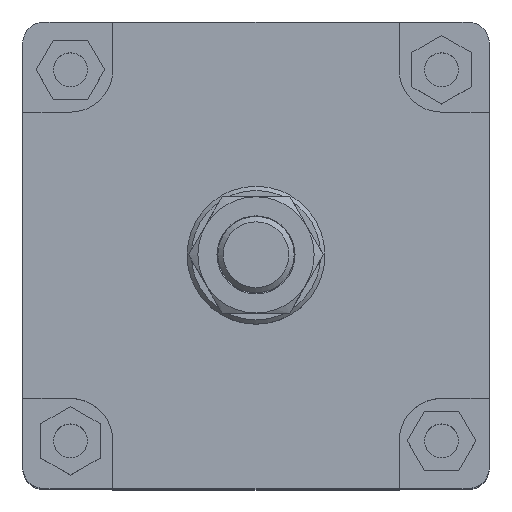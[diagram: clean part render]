
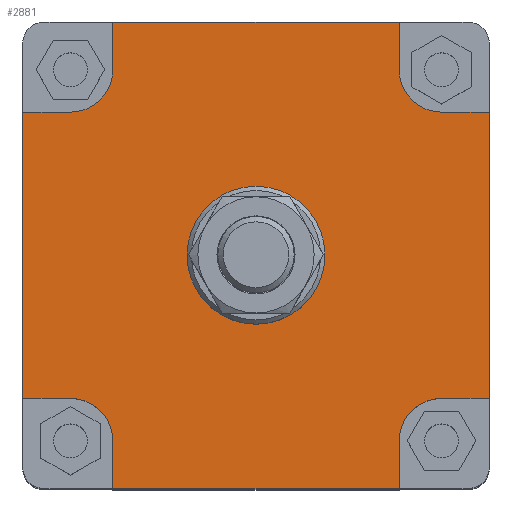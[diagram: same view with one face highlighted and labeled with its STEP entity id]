
A CAD part, top view. The second image highlights one B-rep face of the part: STEP entity #2881.
In plain terms, the highlighted planar face has unit normal (0, 0, 1).
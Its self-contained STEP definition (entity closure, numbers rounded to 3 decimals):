
#61=LINE('',#4261,#331);
#65=LINE('',#4273,#335);
#89=LINE('',#4324,#359);
#93=LINE('',#4336,#363);
#117=LINE('',#4387,#387);
#121=LINE('',#4399,#391);
#130=LINE('',#4418,#400);
#156=LINE('',#4487,#426);
#160=LINE('',#4497,#430);
#162=LINE('',#4503,#432);
#165=LINE('',#4539,#435);
#167=LINE('',#4542,#437);
#331=VECTOR('',#3442,22.5);
#335=VECTOR('',#3454,22.5);
#359=VECTOR('',#3496,22.5);
#363=VECTOR('',#3508,22.5);
#387=VECTOR('',#3550,22.5);
#391=VECTOR('',#3562,22.5);
#400=VECTOR('',#3577,135.);
#426=VECTOR('',#3641,22.5);
#430=VECTOR('',#3653,22.5);
#432=VECTOR('',#3661,135.);
#435=VECTOR('',#3708,135.);
#437=VECTOR('',#3712,135.);
#685=PLANE('',#3137);
#790=FACE_BOUND('',#1123,.T.);
#920=FACE_OUTER_BOUND('',#1122,.T.);
#1122=EDGE_LOOP('',(#2351,#2352,#2353,#2354,#2355,#2356,#2357,#2358,#2359,
#2360,#2361,#2362,#2363,#2364,#2365,#2366));
#1123=EDGE_LOOP('',(#2367));
#1264=CIRCLE('',#3057,20.);
#1267=CIRCLE('',#3070,20.);
#1270=CIRCLE('',#3083,20.);
#1279=CIRCLE('',#3109,20.);
#1285=CIRCLE('',#3122,32.5);
#1378=VERTEX_POINT('',#4258);
#1379=VERTEX_POINT('',#4260);
#1381=VERTEX_POINT('',#4266);
#1383=VERTEX_POINT('',#4272);
#1400=VERTEX_POINT('',#4321);
#1401=VERTEX_POINT('',#4323);
#1403=VERTEX_POINT('',#4329);
#1405=VERTEX_POINT('',#4335);
#1422=VERTEX_POINT('',#4384);
#1423=VERTEX_POINT('',#4386);
#1425=VERTEX_POINT('',#4392);
#1427=VERTEX_POINT('',#4398);
#1434=VERTEX_POINT('',#4416);
#1457=VERTEX_POINT('',#4484);
#1458=VERTEX_POINT('',#4486);
#1460=VERTEX_POINT('',#4492);
#1466=VERTEX_POINT('',#4518);
#1663=EDGE_CURVE('',#1379,#1378,#61,.T.);
#1666=EDGE_CURVE('',#1381,#1379,#1264,.T.);
#1669=EDGE_CURVE('',#1383,#1381,#65,.T.);
#1694=EDGE_CURVE('',#1401,#1400,#89,.T.);
#1697=EDGE_CURVE('',#1403,#1401,#1267,.T.);
#1700=EDGE_CURVE('',#1405,#1403,#93,.T.);
#1725=EDGE_CURVE('',#1423,#1422,#117,.T.);
#1728=EDGE_CURVE('',#1425,#1423,#1270,.T.);
#1731=EDGE_CURVE('',#1427,#1425,#121,.T.);
#1741=EDGE_CURVE('',#1434,#1378,#130,.T.);
#1773=EDGE_CURVE('',#1458,#1457,#156,.T.);
#1776=EDGE_CURVE('',#1460,#1458,#1279,.T.);
#1779=EDGE_CURVE('',#1434,#1460,#160,.T.);
#1782=EDGE_CURVE('',#1427,#1457,#162,.T.);
#1789=EDGE_CURVE('',#1466,#1466,#1285,.T.);
#1796=EDGE_CURVE('',#1405,#1422,#165,.T.);
#1798=EDGE_CURVE('',#1383,#1400,#167,.T.);
#2351=ORIENTED_EDGE('',*,*,#1663,.T.);
#2352=ORIENTED_EDGE('',*,*,#1741,.F.);
#2353=ORIENTED_EDGE('',*,*,#1779,.T.);
#2354=ORIENTED_EDGE('',*,*,#1776,.T.);
#2355=ORIENTED_EDGE('',*,*,#1773,.T.);
#2356=ORIENTED_EDGE('',*,*,#1782,.F.);
#2357=ORIENTED_EDGE('',*,*,#1731,.T.);
#2358=ORIENTED_EDGE('',*,*,#1728,.T.);
#2359=ORIENTED_EDGE('',*,*,#1725,.T.);
#2360=ORIENTED_EDGE('',*,*,#1796,.F.);
#2361=ORIENTED_EDGE('',*,*,#1700,.T.);
#2362=ORIENTED_EDGE('',*,*,#1697,.T.);
#2363=ORIENTED_EDGE('',*,*,#1694,.T.);
#2364=ORIENTED_EDGE('',*,*,#1798,.F.);
#2365=ORIENTED_EDGE('',*,*,#1669,.T.);
#2366=ORIENTED_EDGE('',*,*,#1666,.T.);
#2367=ORIENTED_EDGE('',*,*,#1789,.T.);
#2881=ADVANCED_FACE('',(#920,#790),#685,.T.);
#3057=AXIS2_PLACEMENT_3D('',#4267,#3448,#3449);
#3070=AXIS2_PLACEMENT_3D('',#4330,#3502,#3503);
#3083=AXIS2_PLACEMENT_3D('',#4393,#3556,#3557);
#3109=AXIS2_PLACEMENT_3D('',#4493,#3647,#3648);
#3122=AXIS2_PLACEMENT_3D('',#4519,#3680,#3681);
#3137=AXIS2_PLACEMENT_3D('',#4544,#3714,#3715);
#3442=DIRECTION('',(0.,1.,0.));
#3448=DIRECTION('center_axis',(0.,0.,-1.));
#3449=DIRECTION('ref_axis',(-1.,0.,0.));
#3454=DIRECTION('',(-1.,0.,0.));
#3496=DIRECTION('',(1.,0.,0.));
#3502=DIRECTION('center_axis',(0.,0.,-1.));
#3503=DIRECTION('ref_axis',(0.,1.,0.));
#3508=DIRECTION('',(0.,1.,0.));
#3550=DIRECTION('',(0.,-1.,0.));
#3556=DIRECTION('center_axis',(0.,0.,-1.));
#3557=DIRECTION('ref_axis',(1.,0.,0.));
#3562=DIRECTION('',(1.,0.,0.));
#3577=DIRECTION('',(1.,0.,0.));
#3641=DIRECTION('',(-1.,0.,0.));
#3647=DIRECTION('center_axis',(0.,0.,-1.));
#3648=DIRECTION('ref_axis',(0.,-1.,0.));
#3653=DIRECTION('',(0.,-1.,0.));
#3661=DIRECTION('',(0.,1.,0.));
#3680=DIRECTION('center_axis',(0.,0.,-1.));
#3681=DIRECTION('ref_axis',(-1.,0.,0.));
#3708=DIRECTION('',(-1.,0.,0.));
#3712=DIRECTION('',(0.,-1.,0.));
#3714=DIRECTION('center_axis',(0.,0.,1.));
#3715=DIRECTION('ref_axis',(1.,0.,0.));
#4258=CARTESIAN_POINT('',(67.5,110.,0.));
#4260=CARTESIAN_POINT('',(67.5,87.5,0.));
#4261=CARTESIAN_POINT('',(67.5,55.,0.));
#4266=CARTESIAN_POINT('',(87.5,67.5,0.));
#4267=CARTESIAN_POINT('Origin',(87.5,87.5,0.));
#4272=CARTESIAN_POINT('',(110.,67.5,0.));
#4273=CARTESIAN_POINT('',(43.75,67.5,0.));
#4321=CARTESIAN_POINT('',(110.,-67.5,0.));
#4323=CARTESIAN_POINT('',(87.5,-67.5,0.));
#4324=CARTESIAN_POINT('',(55.,-67.5,0.));
#4329=CARTESIAN_POINT('',(67.5,-87.5,0.));
#4330=CARTESIAN_POINT('Origin',(87.5,-87.5,0.));
#4335=CARTESIAN_POINT('',(67.5,-110.,0.));
#4336=CARTESIAN_POINT('',(67.5,-43.75,0.));
#4384=CARTESIAN_POINT('',(-67.5,-110.,0.));
#4386=CARTESIAN_POINT('',(-67.5,-87.5,0.));
#4387=CARTESIAN_POINT('',(-67.5,-55.,0.));
#4392=CARTESIAN_POINT('',(-87.5,-67.5,0.));
#4393=CARTESIAN_POINT('Origin',(-87.5,-87.5,0.));
#4398=CARTESIAN_POINT('',(-110.,-67.5,0.));
#4399=CARTESIAN_POINT('',(-43.75,-67.5,0.));
#4416=CARTESIAN_POINT('',(-67.5,110.,0.));
#4418=CARTESIAN_POINT('',(-100.,110.,0.));
#4484=CARTESIAN_POINT('',(-110.,67.5,0.));
#4486=CARTESIAN_POINT('',(-87.5,67.5,0.));
#4487=CARTESIAN_POINT('',(-55.,67.5,0.));
#4492=CARTESIAN_POINT('',(-67.5,87.5,0.));
#4493=CARTESIAN_POINT('Origin',(-87.5,87.5,0.));
#4497=CARTESIAN_POINT('',(-67.5,43.75,0.));
#4503=CARTESIAN_POINT('',(-110.,-100.,0.));
#4518=CARTESIAN_POINT('',(32.5,0.,0.));
#4519=CARTESIAN_POINT('Origin',(0.,0.,0.));
#4539=CARTESIAN_POINT('',(100.,-110.,0.));
#4542=CARTESIAN_POINT('',(110.,100.,0.));
#4544=CARTESIAN_POINT('Origin',(0.,0.,
0.));
